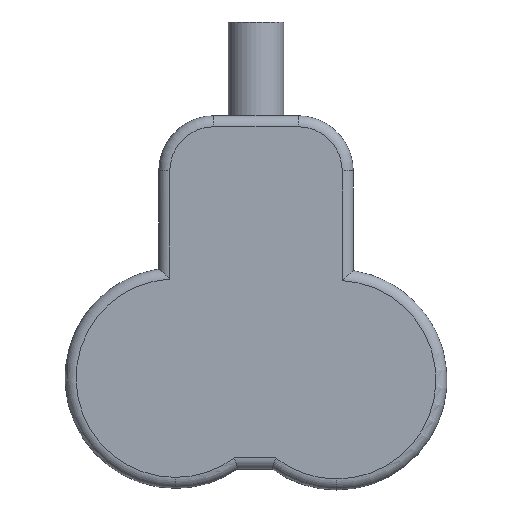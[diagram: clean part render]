
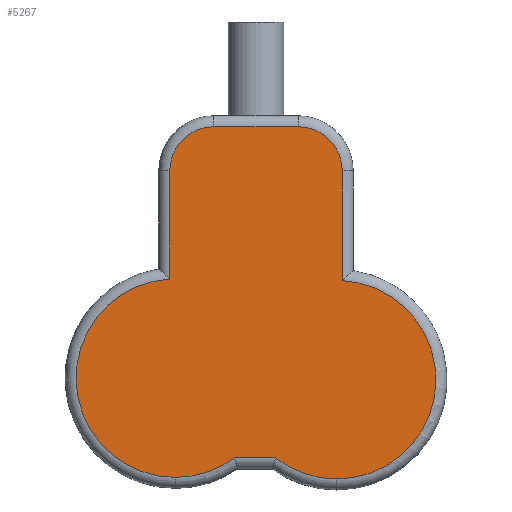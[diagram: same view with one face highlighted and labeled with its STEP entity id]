
A CAD part, front view. The second image highlights one B-rep face of the part: STEP entity #5267.
In plain terms, the highlighted planar face has unit normal (0, -1, 0).
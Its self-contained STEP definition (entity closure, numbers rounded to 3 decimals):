
#226 = AXIS2_PLACEMENT_3D ( 'NONE', #9345, #10910, #5042 ) ;
#660 = ORIENTED_EDGE ( 'NONE', *, *, #9574, .T. ) ;
#720 = CARTESIAN_POINT ( 'NONE',  ( -15.801, 0., 14.496 ) ) ;
#743 = VERTEX_POINT ( 'NONE', #10166 ) ;
#1139 = AXIS2_PLACEMENT_3D ( 'NONE', #9306, #10997, #10873 ) ;
#1188 = LINE ( 'NONE', #10517, #4021 ) ;
#1337 = CARTESIAN_POINT ( 'NONE',  ( -8.801, 0., 60.093 ) ) ;
#1384 = EDGE_CURVE ( 'NONE', #743, #10676, #1188, .T. ) ;
#1478 = AXIS2_PLACEMENT_3D ( 'NONE', #5781, #9202, #1541 ) ;
#1541 = DIRECTION ( 'NONE',  ( 0., 0., -1. ) ) ;
#1855 = CARTESIAN_POINT ( 'NONE',  ( -5.108, 0., 0.016 ) ) ;
#1876 = VERTEX_POINT ( 'NONE', #4636 ) ;
#1919 = EDGE_CURVE ( 'NONE', #9802, #9378, #2133, .T. ) ;
#2128 = CARTESIAN_POINT ( 'NONE',  ( -16.801, 0., 34.269 ) ) ;
#2133 = CIRCLE ( 'NONE', #3019, 8. ) ;
#2434 = EDGE_CURVE ( 'NONE', #9584, #4529, #6658, .T. ) ;
#2459 = ORIENTED_EDGE ( 'NONE', *, *, #2434, .T. ) ;
#2548 = EDGE_CURVE ( 'NONE', #4529, #743, #6120, .T. ) ;
#2584 = ORIENTED_EDGE ( 'NONE', *, *, #10418, .T. ) ;
#3019 = AXIS2_PLACEMENT_3D ( 'NONE', #7255, #7359, #6531 ) ;
#3057 = CIRCLE ( 'NONE', #4496, 18. ) ;
#3224 = AXIS2_PLACEMENT_3D ( 'NONE', #4787, #10767, #7563 ) ;
#3227 = DIRECTION ( 'NONE',  ( 0., 0., -1. ) ) ;
#3242 = EDGE_CURVE ( 'NONE', #1876, #9802, #4685, .T. ) ;
#3288 = DIRECTION ( 'NONE',  ( 0., -1., 0. ) ) ;
#3350 = ORIENTED_EDGE ( 'NONE', *, *, #9644, .T. ) ;
#3618 = VERTEX_POINT ( 'NONE', #1855 ) ;
#3814 = DIRECTION ( 'NONE',  ( 0., 0., -1. ) ) ;
#4021 = VECTOR ( 'NONE', #7044, 1000. ) ;
#4238 = CARTESIAN_POINT ( 'NONE',  ( 13.476, 0., -3.792 ) ) ;
#4382 = CARTESIAN_POINT ( 'NONE',  ( 1.736, 0., 0.016 ) ) ;
#4496 = AXIS2_PLACEMENT_3D ( 'NONE', #720, #9270, #8425 ) ;
#4499 = ORIENTED_EDGE ( 'NONE', *, *, #9107, .T. ) ;
#4529 = VERTEX_POINT ( 'NONE', #4238 ) ;
#4636 = CARTESIAN_POINT ( 'NONE',  ( 6.476, 0., 60.093 ) ) ;
#4685 = LINE ( 'NONE', #1337, #4690 ) ;
#4690 = VECTOR ( 'NONE', #7244, 1000. ) ;
#4710 = FACE_OUTER_BOUND ( 'NONE', #7674, .T. ) ;
#4787 = CARTESIAN_POINT ( 'NONE',  ( 6.476, 0., 52.093 ) ) ;
#5042 = DIRECTION ( 'NONE',  ( 0., 0., -1. ) ) ;
#5267 = ADVANCED_FACE ( 'NONE', ( #4710 ), #6544, .T. ) ;
#5529 = AXIS2_PLACEMENT_3D ( 'NONE', #10936, #3288, #3227 ) ;
#5662 = ORIENTED_EDGE ( 'NONE', *, *, #1919, .T. ) ;
#5705 = ORIENTED_EDGE ( 'NONE', *, *, #9423, .T. ) ;
#5768 = VECTOR ( 'NONE', #7993, 1000. ) ;
#5781 = CARTESIAN_POINT ( 'NONE',  ( 13.476, 0., 14.208 ) ) ;
#6120 = CIRCLE ( 'NONE', #1478, 18. ) ;
#6531 = DIRECTION ( 'NONE',  ( 0., 0., -1. ) ) ;
#6544 = PLANE ( 'NONE',  #226 ) ;
#6658 = CIRCLE ( 'NONE', #1139, 18. ) ;
#6661 = ORIENTED_EDGE ( 'NONE', *, *, #1384, .T. ) ;
#6929 = LINE ( 'NONE', #4382, #5768 ) ;
#7044 = DIRECTION ( 'NONE',  ( 0., 0., 1. ) ) ;
#7244 = DIRECTION ( 'NONE',  ( -1., 0., 0. ) ) ;
#7255 = CARTESIAN_POINT ( 'NONE',  ( -8.801, 0., 52.093 ) ) ;
#7318 = CARTESIAN_POINT ( 'NONE',  ( -8.801, 0., 60.093 ) ) ;
#7359 = DIRECTION ( 'NONE',  ( 0., -1., 0. ) ) ;
#7486 = CIRCLE ( 'NONE', #3224, 8. ) ;
#7563 = DIRECTION ( 'NONE',  ( 0., 0., -1. ) ) ;
#7635 = ORIENTED_EDGE ( 'NONE', *, *, #2548, .T. ) ;
#7674 = EDGE_LOOP ( 'NONE', ( #5662, #4499, #3350, #5705, #2584, #2459, #7635, #6661, #660, #9050 ) ) ;
#7716 = CARTESIAN_POINT ( 'NONE',  ( -16.801, 0., 32.468 ) ) ;
#7993 = DIRECTION ( 'NONE',  ( 1., 0., 0. ) ) ;
#8191 = CARTESIAN_POINT ( 'NONE',  ( 2.404, 0., 0.016 ) ) ;
#8237 = CARTESIAN_POINT ( 'NONE',  ( 14.476, 0., 52.093 ) ) ;
#8425 = DIRECTION ( 'NONE',  ( 0., 0., -1. ) ) ;
#9023 = LINE ( 'NONE', #2128, #10372 ) ;
#9028 = VERTEX_POINT ( 'NONE', #7716 ) ;
#9050 = ORIENTED_EDGE ( 'NONE', *, *, #3242, .T. ) ;
#9107 = EDGE_CURVE ( 'NONE', #9378, #9028, #9023, .T. ) ;
#9143 = CARTESIAN_POINT ( 'NONE',  ( -15.801, 0., -3.504 ) ) ;
#9202 = DIRECTION ( 'NONE',  ( 0., -1., 0. ) ) ;
#9270 = DIRECTION ( 'NONE',  ( 0., -1., 0. ) ) ;
#9306 = CARTESIAN_POINT ( 'NONE',  ( 13.476, 0., 14.208 ) ) ;
#9345 = CARTESIAN_POINT ( 'NONE',  ( -15.801, 0., 14.496 ) ) ;
#9378 = VERTEX_POINT ( 'NONE', #9995 ) ;
#9423 = EDGE_CURVE ( 'NONE', #9596, #3618, #3057, .T. ) ;
#9574 = EDGE_CURVE ( 'NONE', #10676, #1876, #7486, .T. ) ;
#9584 = VERTEX_POINT ( 'NONE', #8191 ) ;
#9596 = VERTEX_POINT ( 'NONE', #9143 ) ;
#9644 = EDGE_CURVE ( 'NONE', #9028, #9596, #10363, .T. ) ;
#9802 = VERTEX_POINT ( 'NONE', #7318 ) ;
#9995 = CARTESIAN_POINT ( 'NONE',  ( -16.801, 0., 52.093 ) ) ;
#10166 = CARTESIAN_POINT ( 'NONE',  ( 14.476, 0., 32.18 ) ) ;
#10363 = CIRCLE ( 'NONE', #5529, 18. ) ;
#10372 = VECTOR ( 'NONE', #3814, 1000. ) ;
#10418 = EDGE_CURVE ( 'NONE', #3618, #9584, #6929, .T. ) ;
#10517 = CARTESIAN_POINT ( 'NONE',  ( 14.476, 0., 52.093 ) ) ;
#10676 = VERTEX_POINT ( 'NONE', #8237 ) ;
#10767 = DIRECTION ( 'NONE',  ( 0., -1., 0. ) ) ;
#10873 = DIRECTION ( 'NONE',  ( 0., 0., -1. ) ) ;
#10910 = DIRECTION ( 'NONE',  ( 0., -1., 0. ) ) ;
#10936 = CARTESIAN_POINT ( 'NONE',  ( -15.801, 0., 14.496 ) ) ;
#10997 = DIRECTION ( 'NONE',  ( 0., -1., 0. ) ) ;
